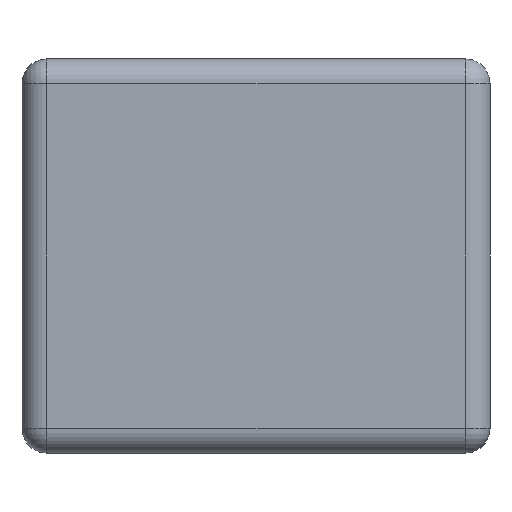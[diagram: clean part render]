
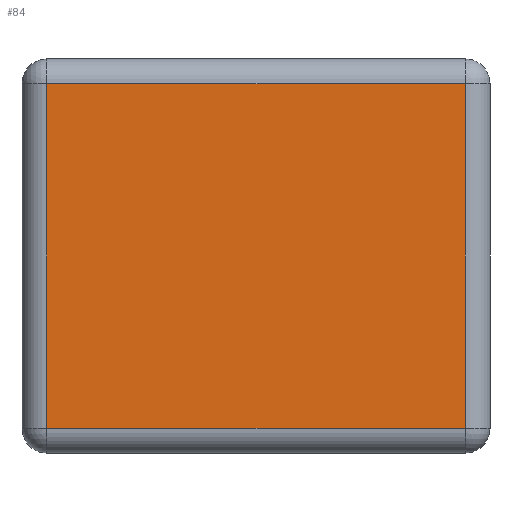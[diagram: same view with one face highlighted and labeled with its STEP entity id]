
A CAD part, left-side view. The second image highlights one B-rep face of the part: STEP entity #84.
In plain terms, the highlighted planar face has unit normal (-1, 0, 0).
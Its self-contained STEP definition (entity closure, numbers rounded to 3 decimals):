
#84 = ADVANCED_FACE('',(#85),#99,.F.);
#85 = FACE_BOUND('',#86,.F.);
#86 = EDGE_LOOP('',(#87,#122,#150,#178));
#87 = ORIENTED_EDGE('',*,*,#88,.F.);
#88 = EDGE_CURVE('',#89,#91,#93,.T.);
#89 = VERTEX_POINT('',#90);
#90 = CARTESIAN_POINT('',(0.,0.05,0.05));
#91 = VERTEX_POINT('',#92);
#92 = CARTESIAN_POINT('',(0.,0.05,0.75));
#93 = SURFACE_CURVE('',#94,(#98,#110),.PCURVE_S1.);
#94 = LINE('',#95,#96);
#95 = CARTESIAN_POINT('',(0.,0.05,0.));
#96 = VECTOR('',#97,1.);
#97 = DIRECTION('',(0.,0.,1.));
#98 = PCURVE('',#99,#104);
#99 = PLANE('',#100);
#100 = AXIS2_PLACEMENT_3D('',#101,#102,#103);
#101 = CARTESIAN_POINT('',(0.,0.,0.));
#102 = DIRECTION('',(1.,0.,0.));
#103 = DIRECTION('',(0.,0.,1.));
#104 = DEFINITIONAL_REPRESENTATION('',(#105),#109);
#105 = LINE('',#106,#107);
#106 = CARTESIAN_POINT('',(0.,-0.05));
#107 = VECTOR('',#108,1.);
#108 = DIRECTION('',(1.,0.));
#109 = ( GEOMETRIC_REPRESENTATION_CONTEXT(2) 
PARAMETRIC_REPRESENTATION_CONTEXT() REPRESENTATION_CONTEXT('2D SPACE',''
  ) );
#110 = PCURVE('',#111,#116);
#111 = CYLINDRICAL_SURFACE('',#112,0.05);
#112 = AXIS2_PLACEMENT_3D('',#113,#114,#115);
#113 = CARTESIAN_POINT('',(0.05,0.05,0.));
#114 = DIRECTION('',(0.,0.,1.));
#115 = DIRECTION('',(-1.,0.,0.));
#116 = DEFINITIONAL_REPRESENTATION('',(#117),#121);
#117 = LINE('',#118,#119);
#118 = CARTESIAN_POINT('',(0.,0.));
#119 = VECTOR('',#120,1.);
#120 = DIRECTION('',(0.,1.));
#121 = ( GEOMETRIC_REPRESENTATION_CONTEXT(2) 
PARAMETRIC_REPRESENTATION_CONTEXT() REPRESENTATION_CONTEXT('2D SPACE',''
  ) );
#122 = ORIENTED_EDGE('',*,*,#123,.T.);
#123 = EDGE_CURVE('',#89,#124,#126,.T.);
#124 = VERTEX_POINT('',#125);
#125 = CARTESIAN_POINT('',(0.,0.9,0.05));
#126 = SURFACE_CURVE('',#127,(#131,#138),.PCURVE_S1.);
#127 = LINE('',#128,#129);
#128 = CARTESIAN_POINT('',(0.,0.,0.05));
#129 = VECTOR('',#130,1.);
#130 = DIRECTION('',(0.,1.,0.));
#131 = PCURVE('',#99,#132);
#132 = DEFINITIONAL_REPRESENTATION('',(#133),#137);
#133 = LINE('',#134,#135);
#134 = CARTESIAN_POINT('',(0.05,0.));
#135 = VECTOR('',#136,1.);
#136 = DIRECTION('',(0.,-1.));
#137 = ( GEOMETRIC_REPRESENTATION_CONTEXT(2) 
PARAMETRIC_REPRESENTATION_CONTEXT() REPRESENTATION_CONTEXT('2D SPACE',''
  ) );
#138 = PCURVE('',#139,#144);
#139 = CYLINDRICAL_SURFACE('',#140,0.05);
#140 = AXIS2_PLACEMENT_3D('',#141,#142,#143);
#141 = CARTESIAN_POINT('',(0.05,0.,0.05));
#142 = DIRECTION('',(0.,1.,0.));
#143 = DIRECTION('',(-1.,0.,0.));
#144 = DEFINITIONAL_REPRESENTATION('',(#145),#149);
#145 = LINE('',#146,#147);
#146 = CARTESIAN_POINT('',(6.283,0.));
#147 = VECTOR('',#148,1.);
#148 = DIRECTION('',(0.,1.));
#149 = ( GEOMETRIC_REPRESENTATION_CONTEXT(2) 
PARAMETRIC_REPRESENTATION_CONTEXT() REPRESENTATION_CONTEXT('2D SPACE',''
  ) );
#150 = ORIENTED_EDGE('',*,*,#151,.T.);
#151 = EDGE_CURVE('',#124,#152,#154,.T.);
#152 = VERTEX_POINT('',#153);
#153 = CARTESIAN_POINT('',(0.,0.9,0.75));
#154 = SURFACE_CURVE('',#155,(#159,#166),.PCURVE_S1.);
#155 = LINE('',#156,#157);
#156 = CARTESIAN_POINT('',(0.,0.9,0.));
#157 = VECTOR('',#158,1.);
#158 = DIRECTION('',(0.,0.,1.));
#159 = PCURVE('',#99,#160);
#160 = DEFINITIONAL_REPRESENTATION('',(#161),#165);
#161 = LINE('',#162,#163);
#162 = CARTESIAN_POINT('',(0.,-0.9));
#163 = VECTOR('',#164,1.);
#164 = DIRECTION('',(1.,0.));
#165 = ( GEOMETRIC_REPRESENTATION_CONTEXT(2) 
PARAMETRIC_REPRESENTATION_CONTEXT() REPRESENTATION_CONTEXT('2D SPACE',''
  ) );
#166 = PCURVE('',#167,#172);
#167 = CYLINDRICAL_SURFACE('',#168,0.05);
#168 = AXIS2_PLACEMENT_3D('',#169,#170,#171);
#169 = CARTESIAN_POINT('',(0.05,0.9,0.));
#170 = DIRECTION('',(0.,0.,1.));
#171 = DIRECTION('',(-1.,0.,0.));
#172 = DEFINITIONAL_REPRESENTATION('',(#173),#177);
#173 = LINE('',#174,#175);
#174 = CARTESIAN_POINT('',(6.283,0.));
#175 = VECTOR('',#176,1.);
#176 = DIRECTION('',(0.,1.));
#177 = ( GEOMETRIC_REPRESENTATION_CONTEXT(2) 
PARAMETRIC_REPRESENTATION_CONTEXT() REPRESENTATION_CONTEXT('2D SPACE',''
  ) );
#178 = ORIENTED_EDGE('',*,*,#179,.F.);
#179 = EDGE_CURVE('',#91,#152,#180,.T.);
#180 = SURFACE_CURVE('',#181,(#185,#192),.PCURVE_S1.);
#181 = LINE('',#182,#183);
#182 = CARTESIAN_POINT('',(0.,0.,0.75));
#183 = VECTOR('',#184,1.);
#184 = DIRECTION('',(0.,1.,0.));
#185 = PCURVE('',#99,#186);
#186 = DEFINITIONAL_REPRESENTATION('',(#187),#191);
#187 = LINE('',#188,#189);
#188 = CARTESIAN_POINT('',(0.75,0.));
#189 = VECTOR('',#190,1.);
#190 = DIRECTION('',(0.,-1.));
#191 = ( GEOMETRIC_REPRESENTATION_CONTEXT(2) 
PARAMETRIC_REPRESENTATION_CONTEXT() REPRESENTATION_CONTEXT('2D SPACE',''
  ) );
#192 = PCURVE('',#193,#198);
#193 = CYLINDRICAL_SURFACE('',#194,0.05);
#194 = AXIS2_PLACEMENT_3D('',#195,#196,#197);
#195 = CARTESIAN_POINT('',(0.05,0.,0.75));
#196 = DIRECTION('',(0.,1.,0.));
#197 = DIRECTION('',(-1.,0.,0.));
#198 = DEFINITIONAL_REPRESENTATION('',(#199),#203);
#199 = LINE('',#200,#201);
#200 = CARTESIAN_POINT('',(0.,0.));
#201 = VECTOR('',#202,1.);
#202 = DIRECTION('',(0.,1.));
#203 = ( GEOMETRIC_REPRESENTATION_CONTEXT(2) 
PARAMETRIC_REPRESENTATION_CONTEXT() REPRESENTATION_CONTEXT('2D SPACE',''
  ) );
